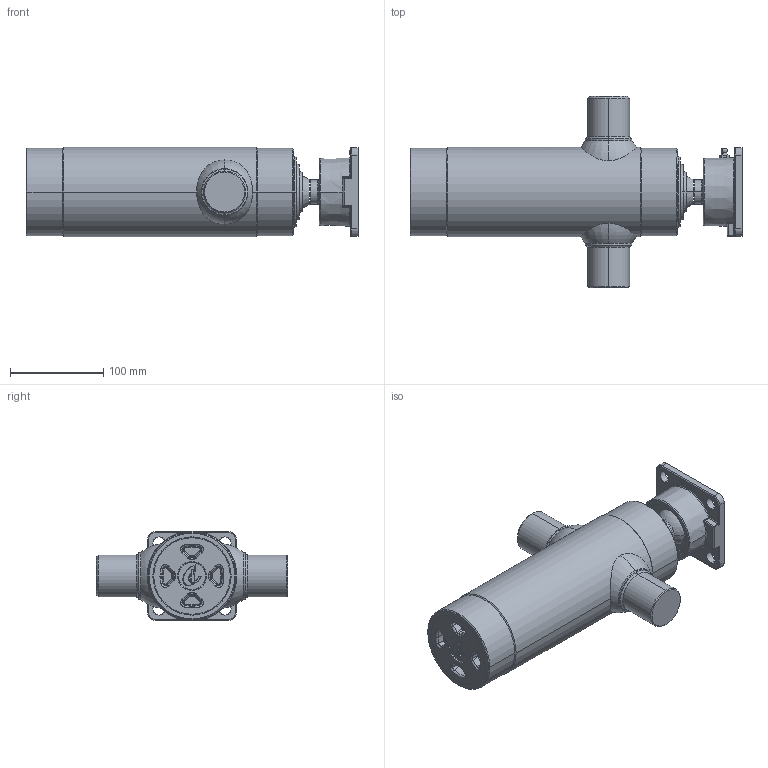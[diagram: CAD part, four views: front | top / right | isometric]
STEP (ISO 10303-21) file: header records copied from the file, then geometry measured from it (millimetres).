
FILE_DESCRIPTION (( 'STEP AP203' ), '1' );
FILE_NAME ('3305BGZ.STEP', '2014-10-07T06:05:43', ( '' ), ( '' ), 'SwSTEP 2.0', 'SolidWorks 2013', '' );
FILE_SCHEMA (( 'CONFIG_CONTROL_DESIGN' ));
Length unit declared in the file: millimetre
Products named in the file (1): 3305BGZ
Bounding box: 356 x 205 x 96 mm (x, y, z)
Surface area: 302798.5 mm2 (no closed solid volume)
Topology: 0 solids, 38 shells, 410 faces, 1243 edges, 857 vertices
Faces by surface type: cylinder 106, torus 99, cone 80, plane 79, bspline 35, sphere 11
Entity records: 17737 total; most frequent: CARTESIAN_POINT 6808, DIRECTION 2415, ORIENTED_EDGE 1968, EDGE_CURVE 1232, AXIS2_PLACEMENT_3D 969, VERTEX_POINT 853, CIRCLE 593, VECTOR 477
